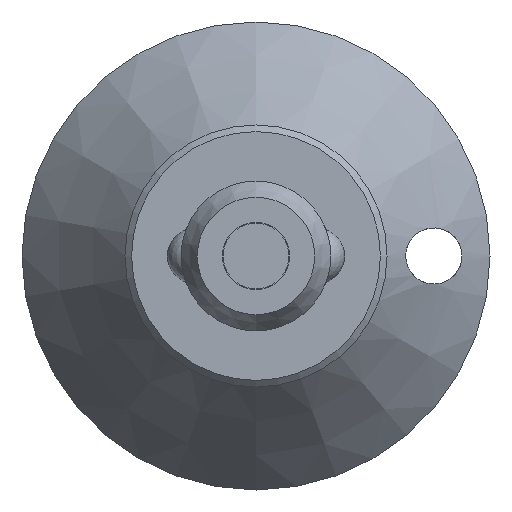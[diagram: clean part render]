
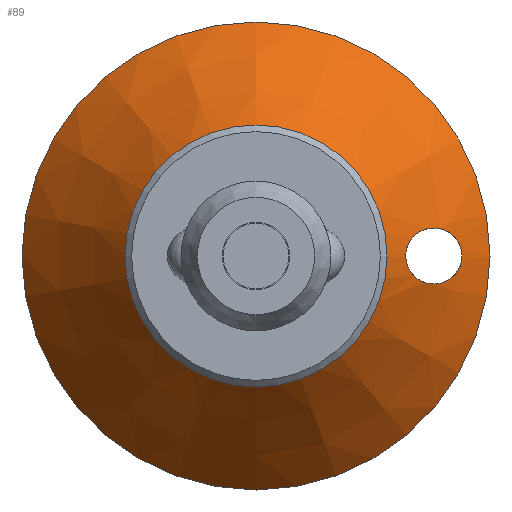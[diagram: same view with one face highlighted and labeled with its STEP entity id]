
A CAD part, front view. The second image highlights one B-rep face of the part: STEP entity #89.
In plain terms, the highlighted conical face has half-angle 37.4 degrees and reference radius 12.5 mm.
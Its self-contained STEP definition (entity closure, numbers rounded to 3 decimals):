
#89 = ADVANCED_FACE( '', ( #196, #197, #198 ), #199, .T. );
#196 = FACE_BOUND( '', #344, .T. );
#197 = FACE_BOUND( '', #345, .T. );
#198 = FACE_OUTER_BOUND( '', #346, .T. );
#199 = CONICAL_SURFACE( '', #347, 12.5, 0.653 );
#344 = EDGE_LOOP( '', ( #490 ) );
#345 = EDGE_LOOP( '', ( #491 ) );
#346 = EDGE_LOOP( '', ( #492 ) );
#347 = AXIS2_PLACEMENT_3D( '', #493, #494, #495 );
#490 = ORIENTED_EDGE( '', *, *, #584, .F. );
#491 = ORIENTED_EDGE( '', *, *, #558, .F. );
#492 = ORIENTED_EDGE( '', *, *, #551, .T. );
#493 = CARTESIAN_POINT( '', ( 0., 24.694, 0. ) );
#494 = DIRECTION( '', ( 0., 1., 0. ) );
#495 = DIRECTION( '', ( 0., 0., 1. ) );
#551 = EDGE_CURVE( '', #613, #613, #614, .T. );
#558 = EDGE_CURVE( '', #624, #624, #625, .T. );
#584 = EDGE_CURVE( '', #664, #664, #665, .T. );
#613 = VERTEX_POINT( '', #695 );
#614 = CIRCLE( '', #696, 12.5 );
#624 = VERTEX_POINT( '', #706 );
#625 = B_SPLINE_CURVE_WITH_KNOTS( '', 3, ( #707, #708, #709, #710, #711, #712, #713, #714, #715, #716, #717, #718, #719, #720, #721, #722, #723, #724, #725, #726, #727, #728, #729, #730, #731, #732, #733, #734, #735, #736, #737, #738, #739, #740, #741, #742, #743, #744, #745, #746, #747, #748, #749, #750, #751, #752 ), .UNSPECIFIED., .T., .F., ( 2, 2, 2, 2, 2, 2, 2, 2, 2, 2, 2, 2, 2, 2, 2, 2, 2, 2, 2, 2, 2, 2, 2, 2, 2 ), ( 0., 0., 0.001, 0.002, 0.002, 0.003, 0.004, 0.004, 0.005, 0.005, 0.006, 0.006, 0.006, 0.007, 0.007, 0.008, 0.009, 0.009, 0.01, 0.011, 0.011, 0.012, 0.012, 0.013, 0.013 ), .UNSPECIFIED. );
#664 = VERTEX_POINT( '', #920 );
#665 = CIRCLE( '', #921, 7. );
#695 = CARTESIAN_POINT( '', ( 0., 24.694, -12.5 ) );
#696 = AXIS2_PLACEMENT_3D( '', #952, #953, #954 );
#706 = CARTESIAN_POINT( '', ( 8.256, 19.199, -0.838 ) );
#707 = CARTESIAN_POINT( '', ( 8.199, 19.113, -0.754 ) );
#708 = CARTESIAN_POINT( '', ( 8.37, 19.37, -1.008 ) );
#709 = CARTESIAN_POINT( '', ( 8.501, 19.561, -1.132 ) );
#710 = CARTESIAN_POINT( '', ( 8.784, 19.964, -1.329 ) );
#711 = CARTESIAN_POINT( '', ( 8.932, 20.168, -1.397 ) );
#712 = CARTESIAN_POINT( '', ( 9.239, 20.583, -1.486 ) );
#713 = CARTESIAN_POINT( '', ( 9.399, 20.795, -1.505 ) );
#714 = CARTESIAN_POINT( '', ( 9.721, 21.208, -1.492 ) );
#715 = CARTESIAN_POINT( '', ( 9.883, 21.41, -1.461 ) );
#716 = CARTESIAN_POINT( '', ( 10.206, 21.807, -1.335 ) );
#717 = CARTESIAN_POINT( '', ( 10.366, 21.998, -1.241 ) );
#718 = CARTESIAN_POINT( '', ( 10.588, 22.258, -1.038 ) );
#719 = CARTESIAN_POINT( '', ( 10.658, 22.34, -0.96 ) );
#720 = CARTESIAN_POINT( '', ( 10.785, 22.487, -0.782 ) );
#721 = CARTESIAN_POINT( '', ( 10.843, 22.553, -0.68 ) );
#722 = CARTESIAN_POINT( '', ( 10.934, 22.658, -0.455 ) );
#723 = CARTESIAN_POINT( '', ( 10.969, 22.697, -0.33 ) );
#724 = CARTESIAN_POINT( '', ( 11.004, 22.736, -0.073 ) );
#725 = CARTESIAN_POINT( '', ( 11.004, 22.737, 0.063 ) );
#726 = CARTESIAN_POINT( '', ( 10.971, 22.699, 0.323 ) );
#727 = CARTESIAN_POINT( '', ( 10.937, 22.66, 0.448 ) );
#728 = CARTESIAN_POINT( '', ( 10.845, 22.556, 0.674 ) );
#729 = CARTESIAN_POINT( '', ( 10.788, 22.49, 0.777 ) );
#730 = CARTESIAN_POINT( '', ( 10.661, 22.344, 0.955 ) );
#731 = CARTESIAN_POINT( '', ( 10.591, 22.262, 1.034 ) );
#732 = CARTESIAN_POINT( '', ( 10.444, 22.09, 1.17 ) );
#733 = CARTESIAN_POINT( '', ( 10.368, 21.999, 1.227 ) );
#734 = CARTESIAN_POINT( '', ( 10.133, 21.718, 1.372 ) );
#735 = CARTESIAN_POINT( '', ( 9.968, 21.516, 1.435 ) );
#736 = CARTESIAN_POINT( '', ( 9.645, 21.111, 1.502 ) );
#737 = CARTESIAN_POINT( '', ( 9.482, 20.902, 1.508 ) );
#738 = CARTESIAN_POINT( '', ( 9.164, 20.483, 1.471 ) );
#739 = CARTESIAN_POINT( '', ( 9.01, 20.276, 1.427 ) );
#740 = CARTESIAN_POINT( '', ( 8.714, 19.865, 1.288 ) );
#741 = CARTESIAN_POINT( '', ( 8.571, 19.661, 1.192 ) );
#742 = CARTESIAN_POINT( '', ( 8.311, 19.282, 0.933 ) );
#743 = CARTESIAN_POINT( '', ( 8.192, 19.103, 0.769 ) );
#744 = CARTESIAN_POINT( '', ( 8.064, 18.907, 0.447 ) );
#745 = CARTESIAN_POINT( '', ( 8.03, 18.855, 0.327 ) );
#746 = CARTESIAN_POINT( '', ( 7.996, 18.802, 0.07 ) );
#747 = CARTESIAN_POINT( '', ( 7.996, 18.802, -0.066 ) );
#748 = CARTESIAN_POINT( '', ( 8.03, 18.854, -0.324 ) );
#749 = CARTESIAN_POINT( '', ( 8.062, 18.905, -0.444 ) );
#750 = CARTESIAN_POINT( '', ( 8.148, 19.035, -0.659 ) );
#751 = CARTESIAN_POINT( '', ( 8.199, 19.113, -0.754 ) );
#752 = CARTESIAN_POINT( '', ( 8.37, 19.37, -1.008 ) );
#920 = CARTESIAN_POINT( '', ( 0., 17.5, -7. ) );
#921 = AXIS2_PLACEMENT_3D( '', #997, #998, #999 );
#952 = CARTESIAN_POINT( '', ( 0., 24.694, 0. ) );
#953 = DIRECTION( '', ( 0., -1., 0. ) );
#954 = DIRECTION( '', ( 0., 0., -1. ) );
#997 = CARTESIAN_POINT( '', ( 0., 17.5, 0. ) );
#998 = DIRECTION( '', ( 0., -1., 0. ) );
#999 = DIRECTION( '', ( 0., 0., -1. ) );
